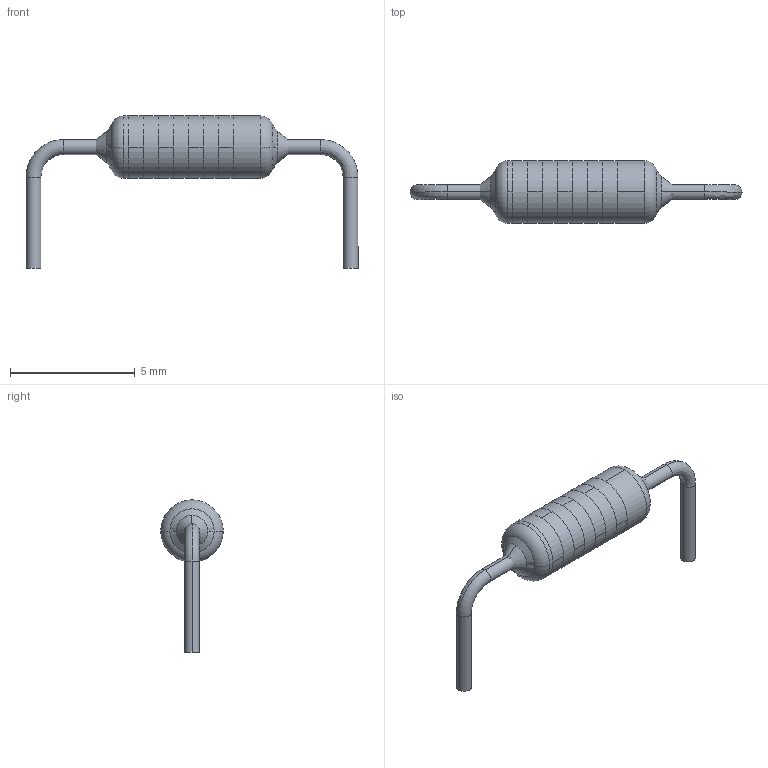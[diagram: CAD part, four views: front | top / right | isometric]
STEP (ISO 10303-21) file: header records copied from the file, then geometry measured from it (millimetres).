
FILE_DESCRIPTION((''),'2;1');
FILE_NAME('RES1270-650X250.stp','2009-06-09T13:04:28',(''),(''),'Mechanical Desktop 2006','Mechanical Desktop 2006',', , ');
FILE_SCHEMA(('AUTOMOTIVE_DESIGN { 1 2 10303 214 0 1 1 1 }'));
Length unit declared in the file: millimetre
Products named in the file (1): Product
Bounding box: 13.3 x 2.5 x 6.1 mm (x, y, z)
Volume: 36.6 mm3; surface area: 167.2 mm2
Topology: 11 solids, 11 shells, 62 faces, 124 edges, 80 vertices
Faces by surface type: cylinder 22, plane 18, bspline 14, torus 6, cone 2
Entity records: 2018 total; most frequent: CARTESIAN_POINT 635, DIRECTION 308, ORIENTED_EDGE 240, AXIS2_PLACEMENT_3D 139, EDGE_CURVE 120, CIRCLE 90, VERTEX_POINT 80, EDGE_LOOP 62
